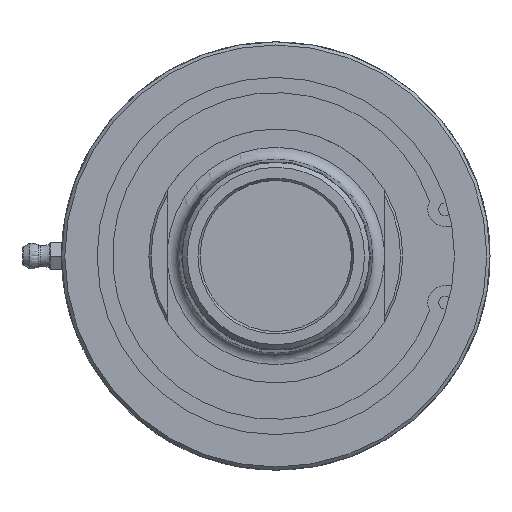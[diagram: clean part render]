
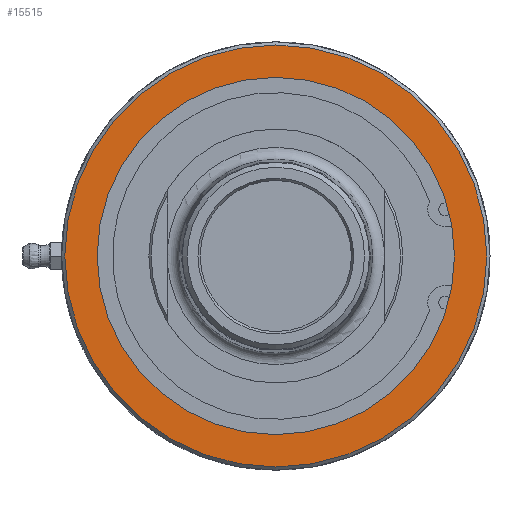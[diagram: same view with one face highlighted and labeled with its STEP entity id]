
A CAD part, left-side view. The second image highlights one B-rep face of the part: STEP entity #15515.
In plain terms, the highlighted planar face has unit normal (-1, 0, 0).
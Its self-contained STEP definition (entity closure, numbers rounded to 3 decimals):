
#774=PLANE('',#16489);
#878=FACE_BOUND('',#3145,.T.);
#1321=CIRCLE('',#16487,53.2);
#1322=CIRCLE('',#16490,45.035);
#2178=FACE_OUTER_BOUND('',#3144,.T.);
#3144=EDGE_LOOP('',(#14073));
#3145=EDGE_LOOP('',(#14074));
#7426=VERTEX_POINT('',#35252);
#7427=VERTEX_POINT('',#35257);
#9660=EDGE_CURVE('',#7426,#7426,#1321,.T.);
#9662=EDGE_CURVE('',#7427,#7427,#1322,.T.);
#14073=ORIENTED_EDGE('',*,*,#9660,.F.);
#14074=ORIENTED_EDGE('',*,*,#9662,.T.);
#15515=ADVANCED_FACE('',(#2178,#878),#774,.F.);
#16487=AXIS2_PLACEMENT_3D('',#35253,#19292,#19293);
#16489=AXIS2_PLACEMENT_3D('',#35256,#19297,#19298);
#16490=AXIS2_PLACEMENT_3D('',#35258,#19299,#19300);
#19292=DIRECTION('center_axis',(1.,0.,0.));
#19293=DIRECTION('ref_axis',(0.,-1.,0.));
#19297=DIRECTION('center_axis',(1.,0.,0.));
#19298=DIRECTION('ref_axis',(0.,0.,-1.));
#19299=DIRECTION('center_axis',(1.,0.,0.));
#19300=DIRECTION('ref_axis',(0.,1.,0.));
#35252=CARTESIAN_POINT('',(2.,53.2,0.));
#35253=CARTESIAN_POINT('Origin',(2.,0.,0.));
#35256=CARTESIAN_POINT('Origin',(2.,27.,0.));
#35257=CARTESIAN_POINT('',(2.,-45.035,0.));
#35258=CARTESIAN_POINT('Origin',(2.,0.,0.));
